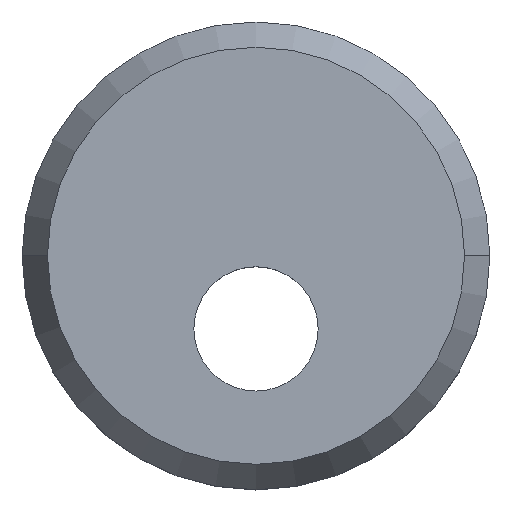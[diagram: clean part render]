
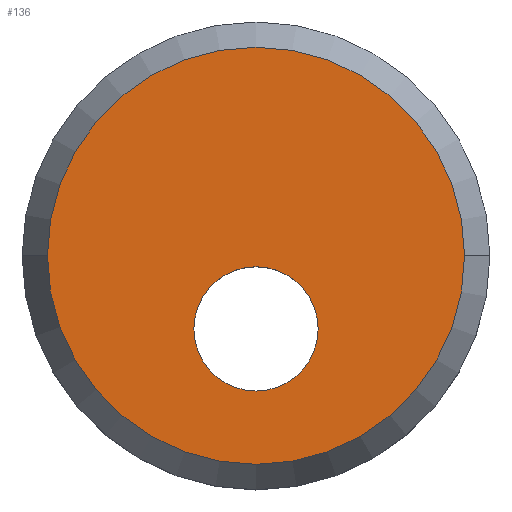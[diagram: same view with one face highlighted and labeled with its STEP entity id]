
A CAD part, top view. The second image highlights one B-rep face of the part: STEP entity #136.
In plain terms, the highlighted planar face has unit normal (0, 0, 1).
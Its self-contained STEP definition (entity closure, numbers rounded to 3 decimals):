
#2 = AXIS2_PLACEMENT_3D ( 'NONE', #5, #4, #9 ) ;
#3 = CIRCLE ( 'NONE', #2, 4.25 ) ;
#4 = DIRECTION ( 'NONE',  ( 0., 0., -1. ) ) ;
#5 = CARTESIAN_POINT ( 'NONE',  ( 0., -5., 0. ) ) ;
#9 = DIRECTION ( 'NONE',  ( -1., 0., 0. ) ) ;
#17 = VERTEX_POINT ( 'NONE', #71 ) ;
#19 = VERTEX_POINT ( 'NONE', #80 ) ;
#22 = EDGE_CURVE ( 'NONE', #17, #112, #3, .T. ) ;
#71 = CARTESIAN_POINT ( 'NONE',  ( 4.25, -5., 0. ) ) ;
#80 = CARTESIAN_POINT ( 'NONE',  ( 14.268, 0., 0. ) ) ;
#85 = EDGE_LOOP ( 'NONE', ( #138, #137 ) ) ;
#96 = ORIENTED_EDGE ( 'NONE', *, *, #131, .T. ) ;
#97 = ORIENTED_EDGE ( 'NONE', *, *, #118, .T. ) ;
#112 = VERTEX_POINT ( 'NONE', #226 ) ;
#118 = EDGE_CURVE ( 'NONE', #19, #128, #264, .T. ) ;
#128 = VERTEX_POINT ( 'NONE', #269 ) ;
#131 = EDGE_CURVE ( 'NONE', #128, #19, #241, .T. ) ;
#136 = ADVANCED_FACE ( 'NONE', ( #194, #192 ), #205, .T. ) ;
#137 = ORIENTED_EDGE ( 'NONE', *, *, #22, .T. ) ;
#138 = ORIENTED_EDGE ( 'NONE', *, *, #158, .T. ) ;
#143 = EDGE_LOOP ( 'NONE', ( #96, #97 ) ) ;
#158 = EDGE_CURVE ( 'NONE', #112, #17, #179, .T. ) ;
#176 = DIRECTION ( 'NONE',  ( -1., 0., 0. ) ) ;
#177 = DIRECTION ( 'NONE',  ( 0., 0., -1. ) ) ;
#178 = AXIS2_PLACEMENT_3D ( 'NONE', #322, #177, #176 ) ;
#179 = CIRCLE ( 'NONE', #178, 4.25 ) ;
#190 = AXIS2_PLACEMENT_3D ( 'NONE', #193, #195, #197 ) ;
#192 = FACE_OUTER_BOUND ( 'NONE', #143, .T. ) ;
#193 = CARTESIAN_POINT ( 'NONE',  ( 0., 0., 0. ) ) ;
#194 = FACE_BOUND ( 'NONE', #85, .T. ) ;
#195 = DIRECTION ( 'NONE',  ( 0., 0., 1. ) ) ;
#196 = DIRECTION ( 'NONE',  ( 1., 0., 0. ) ) ;
#197 = DIRECTION ( 'NONE',  ( 1., 0., 0. ) ) ;
#205 = PLANE ( 'NONE',  #190 ) ;
#206 = DIRECTION ( 'NONE',  ( 0., 0., 1. ) ) ;
#226 = CARTESIAN_POINT ( 'NONE',  ( -4.25, -5., 0. ) ) ;
#241 = CIRCLE ( 'NONE', #270, 14.268 ) ;
#242 = CARTESIAN_POINT ( 'NONE',  ( 0., 0., 0. ) ) ;
#261 = DIRECTION ( 'NONE',  ( 1., 0., 0. ) ) ;
#262 = DIRECTION ( 'NONE',  ( 0., 0., 1. ) ) ;
#263 = AXIS2_PLACEMENT_3D ( 'NONE', #266, #262, #261 ) ;
#264 = CIRCLE ( 'NONE', #263, 14.268 ) ;
#266 = CARTESIAN_POINT ( 'NONE',  ( 0., 0., 0. ) ) ;
#269 = CARTESIAN_POINT ( 'NONE',  ( -14.268, 0., 0. ) ) ;
#270 = AXIS2_PLACEMENT_3D ( 'NONE', #242, #206, #196 ) ;
#322 = CARTESIAN_POINT ( 'NONE',  ( 0., -5., 0. ) ) ;
